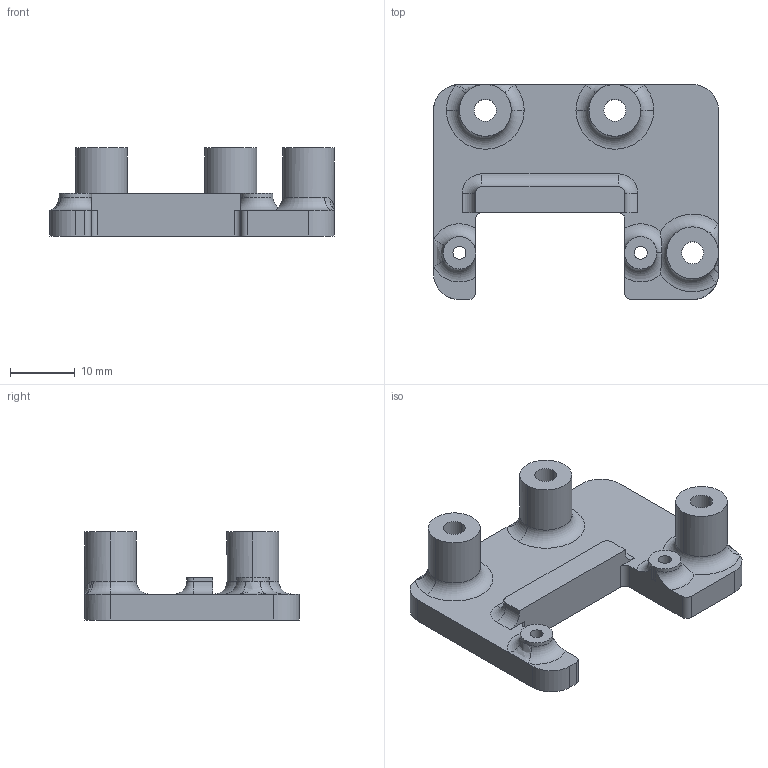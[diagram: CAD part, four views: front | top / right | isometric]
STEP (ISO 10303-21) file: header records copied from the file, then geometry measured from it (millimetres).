
FILE_DESCRIPTION (( 'STEP AP214' ), '1' );
FILE_NAME ('supportHipLeg.STEP', '2021-01-28T14:06:56', ( '' ), ( '' ), 'SwSTEP 2.0', 'SolidWorks 2016', '' );
FILE_SCHEMA (( 'AUTOMOTIVE_DESIGN' ));
Length unit declared in the file: millimetre
Products named in the file (1): supportHipLeg
Bounding box: 44 x 33.2 x 13.6 mm (x, y, z)
Volume: 6037.8 mm3; surface area: 4271 mm2
Topology: 1 solids, 1 shells, 78 faces, 211 edges, 129 vertices
Faces by surface type: cylinder 33, plane 23, torus 13, bspline 9
Entity records: 2823 total; most frequent: CARTESIAN_POINT 822, DIRECTION 432, ORIENTED_EDGE 410, EDGE_CURVE 205, AXIS2_PLACEMENT_3D 173, VERTEX_POINT 129, CIRCLE 103, EDGE_LOOP 88
